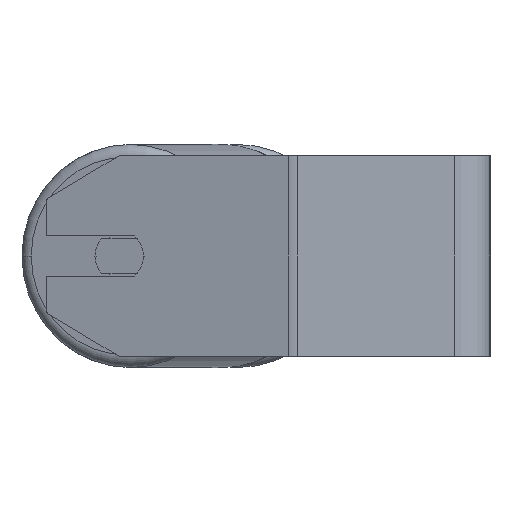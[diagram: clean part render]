
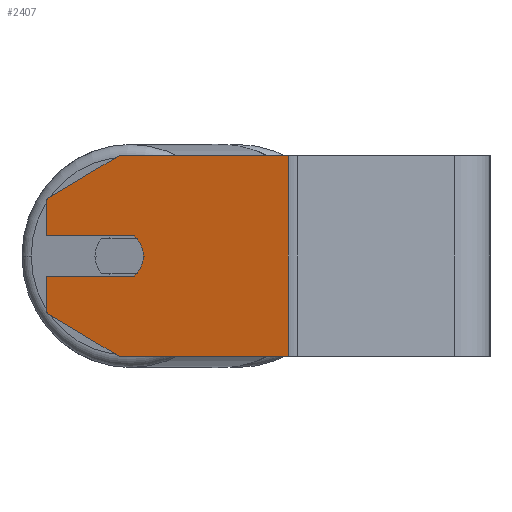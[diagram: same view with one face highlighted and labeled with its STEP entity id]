
A CAD part, left-side view. The second image highlights one B-rep face of the part: STEP entity #2407.
In plain terms, the highlighted planar face has unit normal (-0.966, 0.259, 0).
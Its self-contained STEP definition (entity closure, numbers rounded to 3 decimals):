
#20 = DIRECTION ( 'NONE',  ( -0.966, 0.259, 0. ) ) ;
#85 = ORIENTED_EDGE ( 'NONE', *, *, #3261, .T. ) ;
#137 = VECTOR ( 'NONE', #1820, 1000. ) ;
#414 = LINE ( 'NONE', #1690, #3067 ) ;
#580 = CARTESIAN_POINT ( 'NONE',  ( -269.054, 138.233, 0. ) ) ;
#588 = EDGE_CURVE ( 'NONE', #3963, #6657, #7737, .T. ) ;
#606 = DIRECTION ( 'NONE',  ( -0.259, -0.966, 0. ) ) ;
#622 = EDGE_CURVE ( 'NONE', #5867, #2471, #5834, .T. ) ;
#635 = ORIENTED_EDGE ( 'NONE', *, *, #4381, .T. ) ;
#678 = CARTESIAN_POINT ( 'NONE',  ( -258.701, 176.87, 40. ) ) ;
#827 = DIRECTION ( 'NONE',  ( 0.259, 0.966, 0. ) ) ;
#936 = VECTOR ( 'NONE', #5863, 1000. ) ;
#1044 = DIRECTION ( 'NONE',  ( 0., 0., -1. ) ) ;
#1123 = CARTESIAN_POINT ( 'NONE',  ( -268.019, 142.097, -8. ) ) ;
#1164 = ORIENTED_EDGE ( 'NONE', *, *, #622, .F. ) ;
#1252 = CARTESIAN_POINT ( 'NONE',  ( -258.701, 176.87, -40. ) ) ;
#1280 = AXIS2_PLACEMENT_3D ( 'NONE', #5380, #1468, #827 ) ;
#1378 = DIRECTION ( 'NONE',  ( -0.259, -0.966, 0. ) ) ;
#1379 = EDGE_CURVE ( 'NONE', #2238, #3963, #3825, .T. ) ;
#1468 = DIRECTION ( 'NONE',  ( 0.966, -0.259, 0. ) ) ;
#1524 = LINE ( 'NONE', #6775, #4127 ) ;
#1690 = CARTESIAN_POINT ( 'NONE',  ( -258.701, 176.87, 40. ) ) ;
#1722 = VECTOR ( 'NONE', #7571, 1000. ) ;
#1734 = ORIENTED_EDGE ( 'NONE', *, *, #3124, .F. ) ;
#1820 = DIRECTION ( 'NONE',  ( -0.259, -0.966, 0. ) ) ;
#1912 = CARTESIAN_POINT ( 'NONE',  ( -258.701, 176.87, 40. ) ) ;
#1960 = CARTESIAN_POINT ( 'NONE',  ( -268.019, 142.097, -8. ) ) ;
#2049 = EDGE_CURVE ( 'NONE', #6251, #4391, #1524, .T. ) ;
#2203 = CARTESIAN_POINT ( 'NONE',  ( -266.466, 147.893, -40. ) ) ;
#2238 = VERTEX_POINT ( 'NONE', #2738 ) ;
#2407 = ADVANCED_FACE ( 'NONE', ( #7317 ), #4348, .F. ) ;
#2457 = LINE ( 'NONE', #1912, #4851 ) ;
#2471 = VERTEX_POINT ( 'NONE', #3096 ) ;
#2568 = CIRCLE ( 'NONE', #7481, 10. ) ;
#2622 = VERTEX_POINT ( 'NONE', #2800 ) ;
#2738 = CARTESIAN_POINT ( 'NONE',  ( -266.466, 147.893, 40. ) ) ;
#2795 = VECTOR ( 'NONE', #5084, 1000. ) ;
#2800 = CARTESIAN_POINT ( 'NONE',  ( -258.701, 176.87, -8. ) ) ;
#3067 = VECTOR ( 'NONE', #1044, 1000. ) ;
#3096 = CARTESIAN_POINT ( 'NONE',  ( -268.019, 142.097, 8. ) ) ;
#3124 = EDGE_CURVE ( 'NONE', #2471, #4119, #5569, .T. ) ;
#3192 = CARTESIAN_POINT ( 'NONE',  ( -284.523, 80.502, 40. ) ) ;
#3261 = EDGE_CURVE ( 'NONE', #4391, #6657, #5132, .T. ) ;
#3342 = EDGE_CURVE ( 'NONE', #2622, #4316, #3845, .T. ) ;
#3601 = VECTOR ( 'NONE', #8174, 1000. ) ;
#3722 = CARTESIAN_POINT ( 'NONE',  ( -258.701, 176.87, -22.679 ) ) ;
#3825 = LINE ( 'NONE', #678, #137 ) ;
#3845 = LINE ( 'NONE', #1123, #6339 ) ;
#3963 = VERTEX_POINT ( 'NONE', #3192 ) ;
#4021 = ORIENTED_EDGE ( 'NONE', *, *, #6063, .T. ) ;
#4112 = DIRECTION ( 'NONE',  ( -0.224, -0.837, -0.5 ) ) ;
#4119 = VERTEX_POINT ( 'NONE', #4427 ) ;
#4127 = VECTOR ( 'NONE', #4112, 1000. ) ;
#4316 = VERTEX_POINT ( 'NONE', #1960 ) ;
#4334 = AXIS2_PLACEMENT_3D ( 'NONE', #6547, #20, #7236 ) ;
#4348 = PLANE ( 'NONE',  #1280 ) ;
#4381 = EDGE_CURVE ( 'NONE', #2622, #6251, #414, .T. ) ;
#4391 = VERTEX_POINT ( 'NONE', #2203 ) ;
#4427 = CARTESIAN_POINT ( 'NONE',  ( -258.701, 176.87, 8. ) ) ;
#4830 = ORIENTED_EDGE ( 'NONE', *, *, #7877, .F. ) ;
#4843 = CARTESIAN_POINT ( 'NONE',  ( -258.701, 176.87, 22.679 ) ) ;
#4851 = VECTOR ( 'NONE', #7159, 1000. ) ;
#5084 = DIRECTION ( 'NONE',  ( -0.259, -0.966, 0. ) ) ;
#5120 = ORIENTED_EDGE ( 'NONE', *, *, #5813, .T. ) ;
#5132 = LINE ( 'NONE', #1252, #2795 ) ;
#5246 = CARTESIAN_POINT ( 'NONE',  ( -284.523, 80.502, -40. ) ) ;
#5349 = EDGE_LOOP ( 'NONE', ( #4830, #6667, #635, #7767, #85, #7813, #7673, #4021, #5120, #1734, #1164 ) ) ;
#5380 = CARTESIAN_POINT ( 'NONE',  ( -258.701, 176.87, 40. ) ) ;
#5569 = LINE ( 'NONE', #6728, #3601 ) ;
#5664 = CARTESIAN_POINT ( 'NONE',  ( -258.701, 176.87, 22.679 ) ) ;
#5813 = EDGE_CURVE ( 'NONE', #6920, #4119, #2457, .T. ) ;
#5834 = CIRCLE ( 'NONE', #4334, 10. ) ;
#5863 = DIRECTION ( 'NONE',  ( 0., 0., -1. ) ) ;
#5867 = VERTEX_POINT ( 'NONE', #580 ) ;
#6063 = EDGE_CURVE ( 'NONE', #2238, #6920, #6140, .T. ) ;
#6140 = LINE ( 'NONE', #4843, #1722 ) ;
#6251 = VERTEX_POINT ( 'NONE', #3722 ) ;
#6339 = VECTOR ( 'NONE', #606, 1000. ) ;
#6547 = CARTESIAN_POINT ( 'NONE',  ( -266.466, 147.893, 0. ) ) ;
#6584 = CARTESIAN_POINT ( 'NONE',  ( -284.523, 80.502, 40. ) ) ;
#6657 = VERTEX_POINT ( 'NONE', #5246 ) ;
#6667 = ORIENTED_EDGE ( 'NONE', *, *, #3342, .F. ) ;
#6673 = CARTESIAN_POINT ( 'NONE',  ( -266.466, 147.893, 0. ) ) ;
#6728 = CARTESIAN_POINT ( 'NONE',  ( -268.019, 142.097, 8. ) ) ;
#6775 = CARTESIAN_POINT ( 'NONE',  ( -266.466, 147.893, -40. ) ) ;
#6920 = VERTEX_POINT ( 'NONE', #5664 ) ;
#7159 = DIRECTION ( 'NONE',  ( 0., 0., -1. ) ) ;
#7236 = DIRECTION ( 'NONE',  ( -0.259, -0.966, 0. ) ) ;
#7268 = DIRECTION ( 'NONE',  ( -0.966, 0.259, 0. ) ) ;
#7317 = FACE_OUTER_BOUND ( 'NONE', #5349, .T. ) ;
#7481 = AXIS2_PLACEMENT_3D ( 'NONE', #6673, #7268, #1378 ) ;
#7571 = DIRECTION ( 'NONE',  ( 0.224, 0.837, -0.5 ) ) ;
#7673 = ORIENTED_EDGE ( 'NONE', *, *, #1379, .F. ) ;
#7737 = LINE ( 'NONE', #6584, #936 ) ;
#7767 = ORIENTED_EDGE ( 'NONE', *, *, #2049, .T. ) ;
#7813 = ORIENTED_EDGE ( 'NONE', *, *, #588, .F. ) ;
#7877 = EDGE_CURVE ( 'NONE', #4316, #5867, #2568, .T. ) ;
#8174 = DIRECTION ( 'NONE',  ( 0.259, 0.966, 0. ) ) ;
